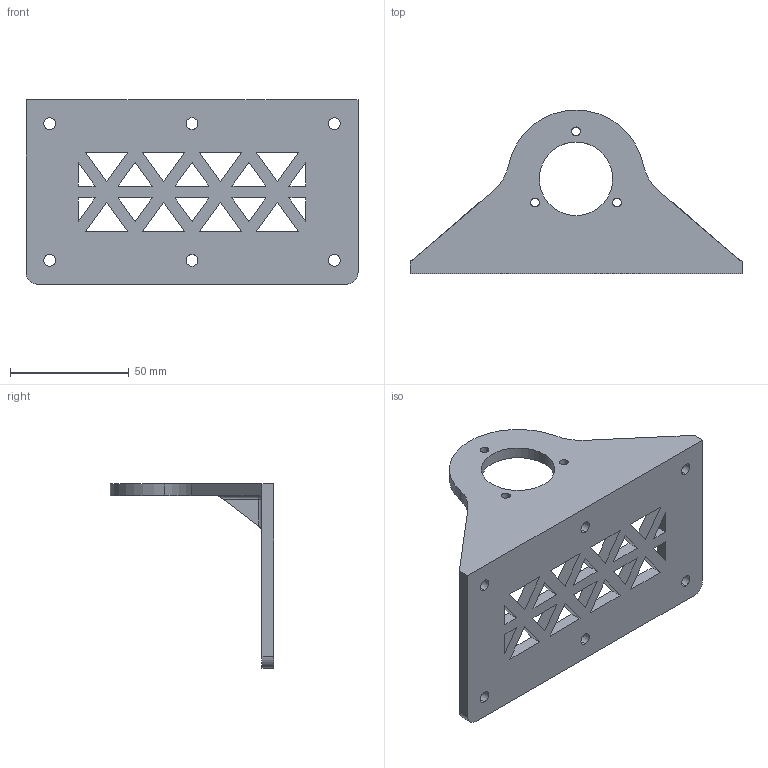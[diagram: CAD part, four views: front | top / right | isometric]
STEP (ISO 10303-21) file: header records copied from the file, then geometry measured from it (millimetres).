
FILE_DESCRIPTION (( 'STEP AP214' ), '1' );
FILE_NAME ('Encoder Holder.STEP', '2024-09-06T05:46:22', ( '' ), ( '' ), 'SwSTEP 2.0', 'SolidWorks 2023', '' );
FILE_SCHEMA (( 'AUTOMOTIVE_DESIGN' ));
Length unit declared in the file: millimetre
Products named in the file (1): Encoder Holder
Bounding box: 140 x 69 x 77.7 mm (x, y, z)
Volume: 70065 mm3; surface area: 34368 mm2
Topology: 1 solids, 1 shells, 131 faces, 369 edges, 232 vertices
Faces by surface type: plane 77, cylinder 46, sphere 8
Entity records: 4256 total; most frequent: CARTESIAN_POINT 785, ORIENTED_EDGE 722, DIRECTION 679, EDGE_CURVE 361, VECTOR 267, LINE 267, VERTEX_POINT 232, AXIS2_PLACEMENT_3D 206
